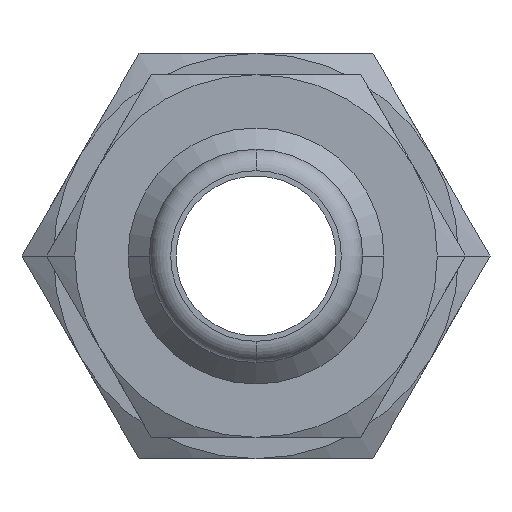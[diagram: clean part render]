
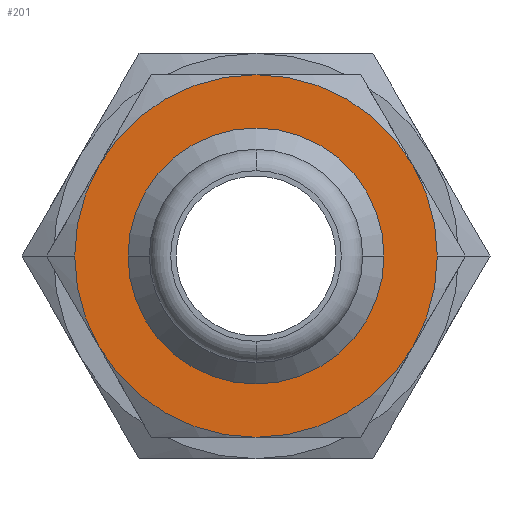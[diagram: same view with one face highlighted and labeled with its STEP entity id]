
A CAD part, front view. The second image highlights one B-rep face of the part: STEP entity #201.
In plain terms, the highlighted planar face has unit normal (0, -1, 0).
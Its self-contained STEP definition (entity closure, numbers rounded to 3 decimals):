
#201=ADVANCED_FACE('',(#433,#434),#435,.T.);
#433=FACE_OUTER_BOUND('',#15214,.T.);
#434=FACE_BOUND('',#15215,.T.);
#435=PLANE('',#15216);
#15214=EDGE_LOOP('',(#30212,#30213,#30214,#30215,#30216,#30217,#30218,#30219));
#15215=EDGE_LOOP('',(#30220,#30221));
#15216=AXIS2_PLACEMENT_3D('',#30222,#30223,#30224);
#30212=ORIENTED_EDGE('',*,*,#30707,.F.);
#30213=ORIENTED_EDGE('',*,*,#30708,.F.);
#30214=ORIENTED_EDGE('',*,*,#30592,.F.);
#30215=ORIENTED_EDGE('',*,*,#30705,.F.);
#30216=ORIENTED_EDGE('',*,*,#30709,.F.);
#30217=ORIENTED_EDGE('',*,*,#30710,.F.);
#30218=ORIENTED_EDGE('',*,*,#30649,.F.);
#30219=ORIENTED_EDGE('',*,*,#30691,.F.);
#30220=ORIENTED_EDGE('',*,*,#30711,.F.);
#30221=ORIENTED_EDGE('',*,*,#30546,.F.);
#30222=CARTESIAN_POINT('',(4.25,20.0,0.0));
#30223=DIRECTION('',(-0.0,-1.0,-0.0));
#30224=DIRECTION('',(-1.0,0.0,0.0));
#30546=EDGE_CURVE('',#30821,#30823,#30824,.T.);
#30592=EDGE_CURVE('',#30841,#30898,#30899,.T.);
#30649=EDGE_CURVE('',#30981,#30855,#30983,.T.);
#30691=EDGE_CURVE('',#31038,#30981,#31040,.T.);
#30705=EDGE_CURVE('',#31056,#30841,#31058,.T.);
#30707=EDGE_CURVE('',#31011,#31038,#31060,.T.);
#30708=EDGE_CURVE('',#30898,#31011,#31061,.T.);
#30709=EDGE_CURVE('',#30894,#31056,#31062,.T.);
#30710=EDGE_CURVE('',#30855,#30894,#31063,.T.);
#30711=EDGE_CURVE('',#30823,#30821,#31064,.T.);
#30821=VERTEX_POINT('',#31233);
#30823=VERTEX_POINT('',#31236);
#30824=CIRCLE('',#31237,6.0);
#30841=VERTEX_POINT('',#31257);
#30855=VERTEX_POINT('',#31317);
#30894=VERTEX_POINT('',#31429);
#30898=VERTEX_POINT('',#31455);
#30899=CIRCLE('',#31456,8.5);
#30981=VERTEX_POINT('',#31672);
#30983=CIRCLE('',#31685,8.5);
#31011=VERTEX_POINT('',#33907);
#31038=VERTEX_POINT('',#34058);
#31040=CIRCLE('',#34061,8.5);
#31056=VERTEX_POINT('',#34099);
#31058=CIRCLE('',#34102,8.5);
#31060=CIRCLE('',#34104,8.5);
#31061=CIRCLE('',#34105,8.5);
#31062=CIRCLE('',#34106,8.5);
#31063=CIRCLE('',#34107,8.5);
#31064=CIRCLE('',#34108,6.0);
#31233=CARTESIAN_POINT('',(6.0,20.0,0.));
#31236=CARTESIAN_POINT('',(-6.0,20.0,0.));
#31237=AXIS2_PLACEMENT_3D('',#34337,#34338,#34339);
#31257=CARTESIAN_POINT('',(-7.361,20.0,4.25));
#31317=CARTESIAN_POINT('',(0.0,20.0,-8.5));
#31429=CARTESIAN_POINT('',(-7.361,20.0,-4.25));
#31455=CARTESIAN_POINT('',(0.,20.0,8.5));
#31456=AXIS2_PLACEMENT_3D('',#34385,#34386,#34387);
#31672=CARTESIAN_POINT('',(7.361,20.0,-4.25));
#31685=AXIS2_PLACEMENT_3D('',#34449,#34450,#34451);
#33907=CARTESIAN_POINT('',(7.361,20.0,4.25));
#34058=CARTESIAN_POINT('',(8.5,20.0,0.));
#34061=AXIS2_PLACEMENT_3D('',#34491,#34492,#34493);
#34099=CARTESIAN_POINT('',(-8.5,20.0,0.));
#34102=AXIS2_PLACEMENT_3D('',#34510,#34511,#34512);
#34104=AXIS2_PLACEMENT_3D('',#34513,#34514,#34515);
#34105=AXIS2_PLACEMENT_3D('',#34516,#34517,#34518);
#34106=AXIS2_PLACEMENT_3D('',#34519,#34520,#34521);
#34107=AXIS2_PLACEMENT_3D('',#34522,#34523,#34524);
#34108=AXIS2_PLACEMENT_3D('',#34525,#34526,#34527);
#34337=CARTESIAN_POINT('',(0.0,20.0,0.0));
#34338=DIRECTION('',(0.0,-1.0,0.0));
#34339=DIRECTION('',(1.0,0.0,0.0));
#34385=CARTESIAN_POINT('',(0.0,20.0,0.0));
#34386=DIRECTION('',(-0.0,1.0,0.0));
#34387=DIRECTION('',(1.0,0.0,0.0));
#34449=CARTESIAN_POINT('',(0.0,20.0,0.0));
#34450=DIRECTION('',(-0.0,1.0,0.0));
#34451=DIRECTION('',(1.0,0.0,0.0));
#34491=CARTESIAN_POINT('',(0.0,20.0,0.0));
#34492=DIRECTION('',(-0.0,1.0,0.0));
#34493=DIRECTION('',(1.0,0.0,0.0));
#34510=CARTESIAN_POINT('',(0.0,20.0,0.0));
#34511=DIRECTION('',(-0.0,1.0,0.0));
#34512=DIRECTION('',(1.0,0.0,0.0));
#34513=CARTESIAN_POINT('',(0.0,20.0,0.0));
#34514=DIRECTION('',(-0.0,1.0,0.0));
#34515=DIRECTION('',(1.0,0.0,0.0));
#34516=CARTESIAN_POINT('',(0.0,20.0,0.0));
#34517=DIRECTION('',(-0.0,1.0,0.0));
#34518=DIRECTION('',(1.0,0.0,0.0));
#34519=CARTESIAN_POINT('',(0.0,20.0,0.0));
#34520=DIRECTION('',(-0.0,1.0,0.0));
#34521=DIRECTION('',(1.0,0.0,0.0));
#34522=CARTESIAN_POINT('',(0.0,20.0,0.0));
#34523=DIRECTION('',(-0.0,1.0,0.0));
#34524=DIRECTION('',(1.0,0.0,0.0));
#34525=CARTESIAN_POINT('',(0.0,20.0,0.0));
#34526=DIRECTION('',(0.0,-1.0,0.0));
#34527=DIRECTION('',(1.0,0.0,0.0));
